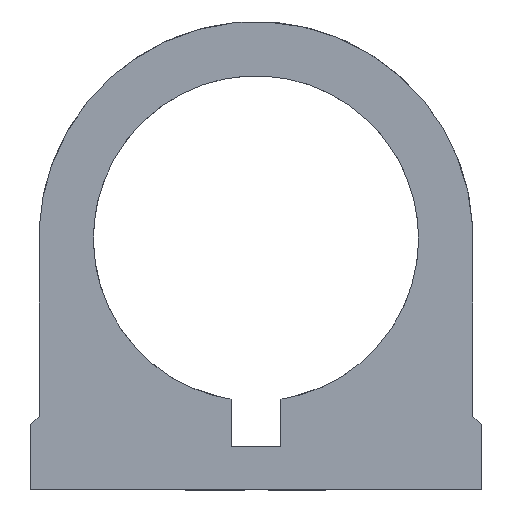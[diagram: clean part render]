
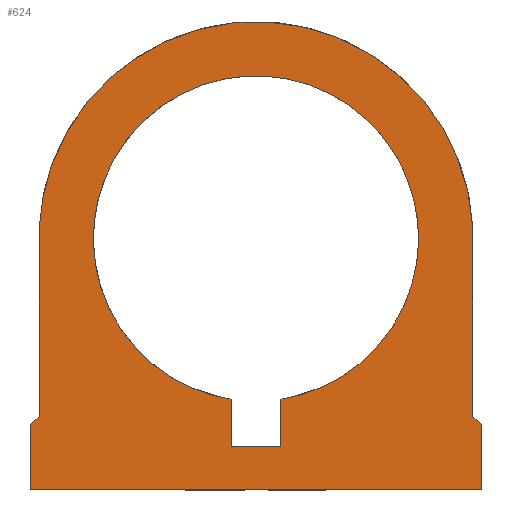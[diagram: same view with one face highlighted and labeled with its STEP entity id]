
A CAD part, front view. The second image highlights one B-rep face of the part: STEP entity #624.
In plain terms, the highlighted free-form (B-spline) face has degree [1, 1] with [2, 2] control points.
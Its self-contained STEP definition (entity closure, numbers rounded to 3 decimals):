
#21 = EDGE_CURVE('',#22,#24,#26,.T.);
#22 = VERTEX_POINT('',#23);
#23 = CARTESIAN_POINT('',(404.316,18.763,-20.534
    ));
#24 = VERTEX_POINT('',#25);
#25 = CARTESIAN_POINT('',(339.446,18.763,147.474
    ));
#26 = ( BOUNDED_CURVE() B_SPLINE_CURVE(2,(#27,#28,#29),.UNSPECIFIED.,.F.
,.F.) B_SPLINE_CURVE_WITH_KNOTS((3,3),(-3.092,-2.454),
.PIECEWISE_BEZIER_KNOTS.) CURVE() GEOMETRIC_REPRESENTATION_ITEM() 
RATIONAL_B_SPLINE_CURVE((1.,0.949,1.)) REPRESENTATION_ITEM('') 
  );
#27 = CARTESIAN_POINT('',(404.316,18.763,-20.534
    ));
#28 = CARTESIAN_POINT('',(399.648,18.763,74.192
    ));
#29 = CARTESIAN_POINT('',(339.446,18.763,147.474
    ));
#61 = EDGE_CURVE('',#62,#64,#66,.T.);
#62 = VERTEX_POINT('',#63);
#63 = CARTESIAN_POINT('',(-103.95,18.763,147.474
    ));
#64 = VERTEX_POINT('',#65);
#65 = CARTESIAN_POINT('',(-168.82,18.763,-20.534
    ));
#66 = ( BOUNDED_CURVE() B_SPLINE_CURVE(2,(#67,#68,#69),.UNSPECIFIED.,.F.
,.F.) B_SPLINE_CURVE_WITH_KNOTS((3,3),(-0.688,
-0.049),.PIECEWISE_BEZIER_KNOTS.) CURVE() 
GEOMETRIC_REPRESENTATION_ITEM() RATIONAL_B_SPLINE_CURVE((1.,
0.949,1.)) REPRESENTATION_ITEM('') );
#67 = CARTESIAN_POINT('',(-103.95,18.763,147.474
    ));
#68 = CARTESIAN_POINT('',(-164.153,18.763,74.192
    ));
#69 = CARTESIAN_POINT('',(-168.82,18.763,-20.534
    ));
#102 = EDGE_CURVE('',#22,#103,#105,.T.);
#103 = VERTEX_POINT('',#104);
#104 = CARTESIAN_POINT('',(404.316,18.763,
    -269.638));
#105 = B_SPLINE_CURVE_WITH_KNOTS('',1,(#106,#107),.UNSPECIFIED.,.F.,.F.,
  (2,2),(-8.603,9.651),.PIECEWISE_BEZIER_KNOTS.);
#106 = CARTESIAN_POINT('',(404.316,18.763,
    -20.534));
#107 = CARTESIAN_POINT('',(404.316,18.763,
    -269.638));
#139 = VERTEX_POINT('',#140);
#140 = CARTESIAN_POINT('',(338.959,18.763,
    147.519));
#145 = EDGE_CURVE('',#139,#24,#146,.T.);
#146 = ( BOUNDED_CURVE() B_SPLINE_CURVE(2,(#147,#148,#149),
.UNSPECIFIED.,.F.,.F.) B_SPLINE_CURVE_WITH_KNOTS((3,3),(-1.483,
-1.476),.PIECEWISE_BEZIER_KNOTS.) CURVE() 
GEOMETRIC_REPRESENTATION_ITEM() RATIONAL_B_SPLINE_CURVE((1.,
1.,1.)) REPRESENTATION_ITEM('') );
#147 = CARTESIAN_POINT('',(338.959,18.763,
    147.519));
#148 = CARTESIAN_POINT('',(339.203,18.763,
    147.497));
#149 = CARTESIAN_POINT('',(339.446,18.763,
    147.474));
#162 = EDGE_CURVE('',#62,#163,#165,.T.);
#163 = VERTEX_POINT('',#164);
#164 = CARTESIAN_POINT('',(-103.464,18.763,
    147.519));
#165 = ( BOUNDED_CURVE() B_SPLINE_CURVE(2,(#166,#167,#168),
.UNSPECIFIED.,.F.,.F.) B_SPLINE_CURVE_WITH_KNOTS((3,3),(-1.665,
-1.659),.PIECEWISE_BEZIER_KNOTS.) CURVE() 
GEOMETRIC_REPRESENTATION_ITEM() RATIONAL_B_SPLINE_CURVE((1.,
1.,1.)) REPRESENTATION_ITEM('') );
#166 = CARTESIAN_POINT('',(-103.95,18.763,
    147.474));
#167 = CARTESIAN_POINT('',(-103.707,18.763,
    147.497));
#168 = CARTESIAN_POINT('',(-103.464,18.763,
    147.519));
#202 = VERTEX_POINT('',#203);
#203 = CARTESIAN_POINT('',(-168.82,18.763,
    -269.638));
#208 = EDGE_CURVE('',#202,#64,#209,.T.);
#209 = B_SPLINE_CURVE_WITH_KNOTS('',1,(#210,#211),.UNSPECIFIED.,.F.,.F.,
  (2,2),(-15.986,2.268),.PIECEWISE_BEZIER_KNOTS.);
#210 = CARTESIAN_POINT('',(-168.82,18.763,
    -269.638));
#211 = CARTESIAN_POINT('',(-168.82,18.763,
    -20.534));
#231 = VERTEX_POINT('',#232);
#232 = CARTESIAN_POINT('',(415.778,18.763,
    -367.072));
#237 = EDGE_CURVE('',#231,#238,#240,.T.);
#238 = VERTEX_POINT('',#239);
#239 = CARTESIAN_POINT('',(-180.283,18.763,
    -367.072));
#240 = B_SPLINE_CURVE_WITH_KNOTS('',1,(#241,#242),.UNSPECIFIED.,.F.,.F.,
  (2,2),(-27.3,16.38),.PIECEWISE_BEZIER_KNOTS.);
#241 = CARTESIAN_POINT('',(415.778,18.763,
    -367.072));
#242 = CARTESIAN_POINT('',(-180.283,18.763,
    -367.072));
#287 = VERTEX_POINT('',#288);
#288 = CARTESIAN_POINT('',(415.778,18.763,
    -281.101));
#293 = EDGE_CURVE('',#287,#231,#294,.T.);
#294 = B_SPLINE_CURVE_WITH_KNOTS('',1,(#295,#296),.UNSPECIFIED.,.F.,.F.,
  (2,2),(4.191,10.491),.PIECEWISE_BEZIER_KNOTS.);
#295 = CARTESIAN_POINT('',(415.778,18.763,
    -281.101));
#296 = CARTESIAN_POINT('',(415.778,18.763,
    -367.072));
#313 = EDGE_CURVE('',#103,#287,#314,.T.);
#314 = B_SPLINE_CURVE_WITH_KNOTS('',1,(#315,#316),.UNSPECIFIED.,.F.,.F.,
  (2,2),(10.908,12.096),.PIECEWISE_BEZIER_KNOTS.);
#315 = CARTESIAN_POINT('',(404.316,18.763,
    -269.638));
#316 = CARTESIAN_POINT('',(415.778,18.763,
    -281.101));
#337 = VERTEX_POINT('',#338);
#338 = CARTESIAN_POINT('',(150.765,18.763,
    -309.758));
#346 = EDGE_CURVE('',#337,#347,#349,.T.);
#347 = VERTEX_POINT('',#348);
#348 = CARTESIAN_POINT('',(150.765,18.763,
    -247.027));
#349 = B_SPLINE_CURVE_WITH_KNOTS('',1,(#350,#351),.UNSPECIFIED.,.F.,.F.,
  (2,2),(-12.18,-7.583),.PIECEWISE_BEZIER_KNOTS.);
#350 = CARTESIAN_POINT('',(150.765,18.763,
    -309.758));
#351 = CARTESIAN_POINT('',(150.765,18.763,
    -247.027));
#400 = EDGE_CURVE('',#238,#401,#403,.T.);
#401 = VERTEX_POINT('',#402);
#402 = CARTESIAN_POINT('',(-180.283,18.763,
    -281.101));
#403 = B_SPLINE_CURVE_WITH_KNOTS('',1,(#404,#405),.UNSPECIFIED.,.F.,.F.,
  (2,2),(-10.491,-4.191),.PIECEWISE_BEZIER_KNOTS.);
#404 = CARTESIAN_POINT('',(-180.283,18.763,
    -367.072));
#405 = CARTESIAN_POINT('',(-180.283,18.763,
    -281.101));
#426 = EDGE_CURVE('',#401,#202,#427,.T.);
#427 = B_SPLINE_CURVE_WITH_KNOTS('',1,(#428,#429),.UNSPECIFIED.,.F.,.F.,
  (2,2),(-12.096,-10.908),.PIECEWISE_BEZIER_KNOTS.);
#428 = CARTESIAN_POINT('',(-180.283,18.763,
    -281.101));
#429 = CARTESIAN_POINT('',(-168.82,18.763,
    -269.638));
#448 = VERTEX_POINT('',#449);
#449 = CARTESIAN_POINT('',(84.73,18.763,
    -309.758));
#457 = EDGE_CURVE('',#448,#337,#458,.T.);
#458 = B_SPLINE_CURVE_WITH_KNOTS('',1,(#459,#460),.UNSPECIFIED.,.F.,.F.,
  (2,2),(-2.42,2.42),.PIECEWISE_BEZIER_KNOTS.);
#459 = CARTESIAN_POINT('',(84.73,18.763,
    -309.758));
#460 = CARTESIAN_POINT('',(150.765,18.763,
    -309.758));
#543 = VERTEX_POINT('',#544);
#544 = CARTESIAN_POINT('',(84.73,18.763,
    -247.027));
#559 = EDGE_CURVE('',#543,#448,#560,.T.);
#560 = B_SPLINE_CURVE_WITH_KNOTS('',1,(#561,#562),.UNSPECIFIED.,.F.,.F.,
  (2,2),(7.583,12.18),.PIECEWISE_BEZIER_KNOTS.);
#561 = CARTESIAN_POINT('',(84.73,18.763,
    -247.027));
#562 = CARTESIAN_POINT('',(84.73,18.763,
    -309.758));
#592 = EDGE_CURVE('',#347,#543,#593,.T.);
#593 = ( BOUNDED_CURVE() B_SPLINE_CURVE(2,(#594,#595,#596,#597,#598,#599
,#600,#601,#602),.UNSPECIFIED.,.F.,.F.) B_SPLINE_CURVE_WITH_KNOTS((3,2,2
    ,2,3),(-1.417,0.077,1.571,
3.064,4.558),.UNSPECIFIED.) CURVE() 
GEOMETRIC_REPRESENTATION_ITEM() RATIONAL_B_SPLINE_CURVE((1.,
    0.734,1.,0.734,1.,0.734,1.,0.734
,1.)) REPRESENTATION_ITEM('') );
#594 = CARTESIAN_POINT('',(150.765,18.763,
    -247.027));
#595 = CARTESIAN_POINT('',(347.363,18.763,
    -216.463));
#596 = CARTESIAN_POINT('',(332.035,18.763,-18.095
    ));
#597 = CARTESIAN_POINT('',(316.707,18.763,
    180.273));
#598 = CARTESIAN_POINT('',(117.748,18.763,
    180.273));
#599 = CARTESIAN_POINT('',(-81.211,18.763,
    180.273));
#600 = CARTESIAN_POINT('',(-96.539,18.763,-18.095
    ));
#601 = CARTESIAN_POINT('',(-111.867,18.763,
    -216.463));
#602 = CARTESIAN_POINT('',(84.73,18.763,
    -247.027));
#624 = ADVANCED_FACE('',(#625,#646),#652,.T.);
#625 = FACE_BOUND('',#626,.T.);
#626 = EDGE_LOOP('',(#627,#628,#629,#637,#638,#639,#640,#641,#642,#643,
    #644,#645));
#627 = ORIENTED_EDGE('',*,*,#21,.T.);
#628 = ORIENTED_EDGE('',*,*,#145,.F.);
#629 = ORIENTED_EDGE('',*,*,#630,.T.);
#630 = EDGE_CURVE('',#139,#163,#631,.T.);
#631 = ( BOUNDED_CURVE() B_SPLINE_CURVE(2,(#632,#633,#634,#635,#636),
.UNSPECIFIED.,.F.,.F.) B_SPLINE_CURVE_WITH_KNOTS((3,2,3),(0.689
,1.571,2.453),.UNSPECIFIED.) CURVE() 
GEOMETRIC_REPRESENTATION_ITEM() RATIONAL_B_SPLINE_CURVE((1.,
0.904,1.,0.904,1.)) REPRESENTATION_ITEM('') );
#632 = CARTESIAN_POINT('',(338.959,18.763,
    147.519));
#633 = CARTESIAN_POINT('',(252.987,18.763,
    251.915));
#634 = CARTESIAN_POINT('',(117.748,18.763,
    251.915));
#635 = CARTESIAN_POINT('',(-17.492,18.763,
    251.915));
#636 = CARTESIAN_POINT('',(-103.464,18.763,
    147.519));
#637 = ORIENTED_EDGE('',*,*,#162,.F.);
#638 = ORIENTED_EDGE('',*,*,#61,.T.);
#639 = ORIENTED_EDGE('',*,*,#208,.F.);
#640 = ORIENTED_EDGE('',*,*,#426,.F.);
#641 = ORIENTED_EDGE('',*,*,#400,.F.);
#642 = ORIENTED_EDGE('',*,*,#237,.F.);
#643 = ORIENTED_EDGE('',*,*,#293,.F.);
#644 = ORIENTED_EDGE('',*,*,#313,.F.);
#645 = ORIENTED_EDGE('',*,*,#102,.F.);
#646 = FACE_BOUND('',#647,.T.);
#647 = EDGE_LOOP('',(#648,#649,#650,#651));
#648 = ORIENTED_EDGE('',*,*,#592,.F.);
#649 = ORIENTED_EDGE('',*,*,#346,.F.);
#650 = ORIENTED_EDGE('',*,*,#457,.F.);
#651 = ORIENTED_EDGE('',*,*,#559,.F.);
#652 = B_SPLINE_SURFACE_WITH_KNOTS('',1,1,(
    (#653,#654)
    ,(#655,#656
  )),.UNSPECIFIED.,.F.,.F.,.F.,(2,2),(2,2),(-52.001,52.001),(-58.001,
    50.001),.PIECEWISE_BEZIER_KNOTS.);
#653 = CARTESIAN_POINT('',(-180.288,18.763,-367.077
    ));
#654 = CARTESIAN_POINT('',(-180.288,18.763,
    251.921));
#655 = CARTESIAN_POINT('',(415.784,18.763,-367.077
    ));
#656 = CARTESIAN_POINT('',(415.784,18.763,
    251.921));
